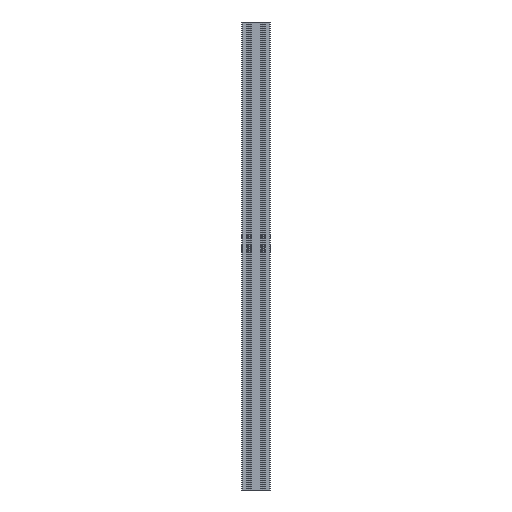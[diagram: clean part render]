
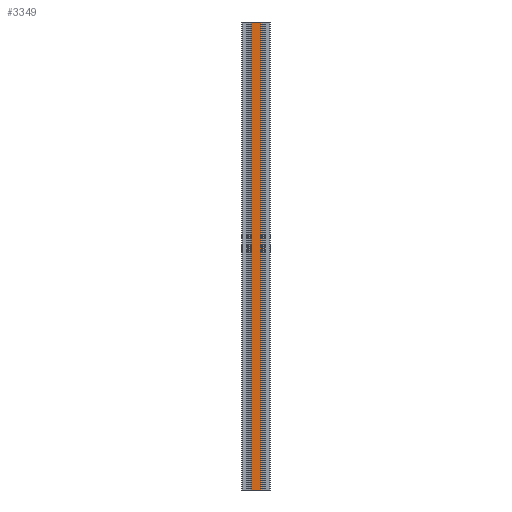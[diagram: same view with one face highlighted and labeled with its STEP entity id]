
A CAD part, left-side view. The second image highlights one B-rep face of the part: STEP entity #3349.
In plain terms, the highlighted planar face has unit normal (-1, 0, 0).
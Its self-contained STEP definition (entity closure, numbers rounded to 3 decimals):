
#53 = CARTESIAN_POINT ( 'NONE',  ( -15., 10.3, 1000. ) ) ;
#271 = DIRECTION ( 'NONE',  ( 0., 1., 0. ) ) ;
#353 = VERTEX_POINT ( 'NONE', #3008 ) ;
#630 = ORIENTED_EDGE ( 'NONE', *, *, #5861, .T. ) ;
#838 = CARTESIAN_POINT ( 'NONE',  ( -15., 0., 0. ) ) ;
#1098 = CARTESIAN_POINT ( 'NONE',  ( -15., 0., 1000. ) ) ;
#1513 = CARTESIAN_POINT ( 'NONE',  ( -15., 0., 1000. ) ) ;
#1571 = CARTESIAN_POINT ( 'NONE',  ( -15., -10.3, 1000. ) ) ;
#1668 = DIRECTION ( 'NONE',  ( 0., 1., 0. ) ) ;
#1854 = VECTOR ( 'NONE', #271, 1000. ) ;
#2083 = DIRECTION ( 'NONE',  ( 0., 0., 1. ) ) ;
#2111 = VERTEX_POINT ( 'NONE', #6807 ) ;
#2135 = DIRECTION ( 'NONE',  ( 0., 0., -1. ) ) ;
#2522 = AXIS2_PLACEMENT_3D ( 'NONE', #1513, #5496, #2083 ) ;
#2879 = LINE ( 'NONE', #1571, #5715 ) ;
#3008 = CARTESIAN_POINT ( 'NONE',  ( -15., 10.3, 0. ) ) ;
#3087 = EDGE_CURVE ( 'NONE', #3794, #353, #6514, .T. ) ;
#3349 = ADVANCED_FACE ( 'NONE', ( #6431 ), #6589, .T. ) ;
#3423 = EDGE_CURVE ( 'NONE', #6383, #2111, #2879, .T. ) ;
#3459 = EDGE_LOOP ( 'NONE', ( #6780, #5657, #630, #5196 ) ) ;
#3714 = LINE ( 'NONE', #838, #1854 ) ;
#3794 = VERTEX_POINT ( 'NONE', #4774 ) ;
#4301 = VECTOR ( 'NONE', #1668, 1000. ) ;
#4774 = CARTESIAN_POINT ( 'NONE',  ( -15., 10.3, 1000. ) ) ;
#5007 = VECTOR ( 'NONE', #6348, 1000. ) ;
#5196 = ORIENTED_EDGE ( 'NONE', *, *, #3087, .T. ) ;
#5224 = EDGE_CURVE ( 'NONE', #2111, #353, #3714, .T. ) ;
#5496 = DIRECTION ( 'NONE',  ( -1., 0., 0. ) ) ;
#5657 = ORIENTED_EDGE ( 'NONE', *, *, #3423, .F. ) ;
#5715 = VECTOR ( 'NONE', #2135, 1000. ) ;
#5828 = LINE ( 'NONE', #1098, #4301 ) ;
#5861 = EDGE_CURVE ( 'NONE', #6383, #3794, #5828, .T. ) ;
#6348 = DIRECTION ( 'NONE',  ( 0., 0., -1. ) ) ;
#6383 = VERTEX_POINT ( 'NONE', #6543 ) ;
#6431 = FACE_OUTER_BOUND ( 'NONE', #3459, .T. ) ;
#6514 = LINE ( 'NONE', #53, #5007 ) ;
#6543 = CARTESIAN_POINT ( 'NONE',  ( -15., -10.3, 1000. ) ) ;
#6589 = PLANE ( 'NONE',  #2522 ) ;
#6780 = ORIENTED_EDGE ( 'NONE', *, *, #5224, .F. ) ;
#6807 = CARTESIAN_POINT ( 'NONE',  ( -15., -10.3, 0. ) ) ;
